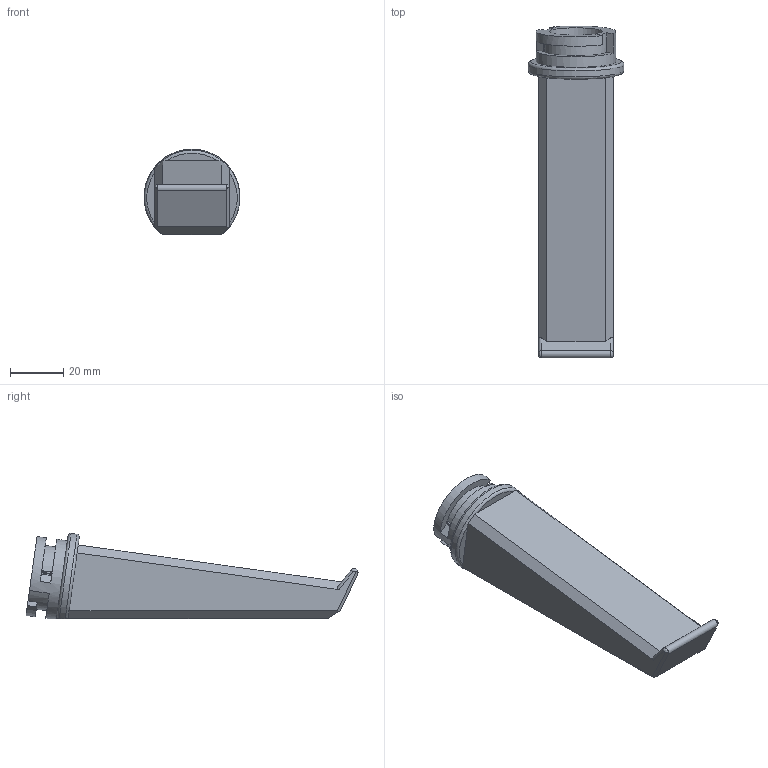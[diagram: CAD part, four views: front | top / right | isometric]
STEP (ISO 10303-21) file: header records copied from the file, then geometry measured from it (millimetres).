
FILE_DESCRIPTION(/* description */ (''),/* implementation_level */ '2;1');
FILE_NAME(/* name */ 'F-box bracket Cr-6 SE v9.step',/* time_stamp */ '2021-06-29T14:30:39-05:00',/* author */ (''),/* organization */ (''),/* preprocessor_version */ 'ST-DEVELOPER v18.1',/* originating_system */ 'Autodesk Translation Framework v10.9.0.1377',/* authorisation */ '');
FILE_SCHEMA (('AUTOMOTIVE_DESIGN { 1 0 10303 214 3 1 1 }'));
Length unit declared in the file: millimetre
Products named in the file (1): F-box bracket Cr-6 SE
Bounding box: 35.98 x 124.8 x 32.15 mm (x, y, z)
Volume: 65787.7 mm3; surface area: 13730.1 mm2
Topology: 1 solids, 1 shells, 53 faces, 140 edges, 90 vertices
Faces by surface type: plane 33, cylinder 16, bspline 2, torus 2
Full cylindrical faces by diameter (mm): 20 x1, 30 x1
Entity records: 1767 total; most frequent: CARTESIAN_POINT 390, DIRECTION 292, ORIENTED_EDGE 280, EDGE_CURVE 140, AXIS2_PLACEMENT_3D 106, VERTEX_POINT 90, LINE 80, VECTOR 80
